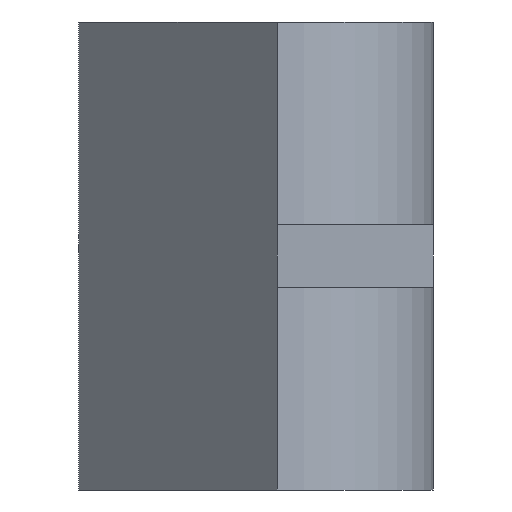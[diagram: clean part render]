
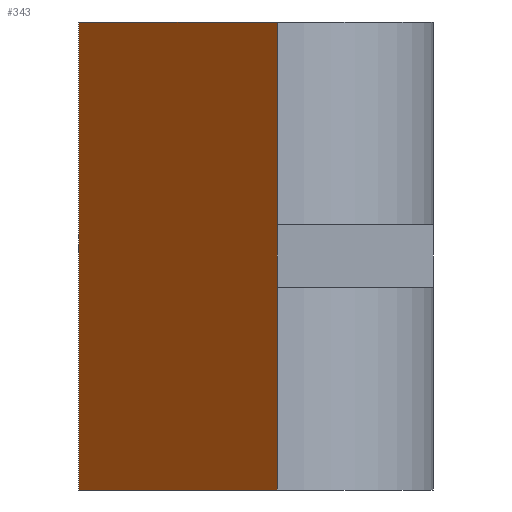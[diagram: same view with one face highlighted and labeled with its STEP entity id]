
A CAD part, front view. The second image highlights one B-rep face of the part: STEP entity #343.
In plain terms, the highlighted planar face has unit normal (-0.707, -0.707, 0).
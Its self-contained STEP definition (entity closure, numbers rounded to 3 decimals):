
#33=FACE_OUTER_BOUND('',#52,.T.);
#52=EDGE_LOOP('',(#287,#288,#289,#290,#291,#292));
#60=LINE('',#505,#99);
#75=LINE('',#537,#114);
#84=LINE('',#566,#123);
#88=LINE('',#574,#127);
#89=LINE('',#577,#128);
#90=LINE('',#578,#129);
#99=VECTOR('',#409,10.);
#114=VECTOR('',#434,10.);
#123=VECTOR('',#469,10.);
#127=VECTOR('',#475,10.);
#128=VECTOR('',#478,10.);
#129=VECTOR('',#479,10.);
#143=VERTEX_POINT('',#495);
#147=VERTEX_POINT('',#504);
#159=VERTEX_POINT('',#536);
#166=VERTEX_POINT('',#564);
#169=VERTEX_POINT('',#572);
#170=VERTEX_POINT('',#576);
#177=EDGE_CURVE('',#147,#143,#60,.T.);
#193=EDGE_CURVE('',#159,#147,#75,.T.);
#208=EDGE_CURVE('',#143,#166,#84,.T.);
#212=EDGE_CURVE('',#169,#166,#88,.T.);
#213=EDGE_CURVE('',#170,#159,#89,.T.);
#214=EDGE_CURVE('',#170,#169,#90,.T.);
#287=ORIENTED_EDGE('',*,*,#213,.T.);
#288=ORIENTED_EDGE('',*,*,#193,.T.);
#289=ORIENTED_EDGE('',*,*,#177,.T.);
#290=ORIENTED_EDGE('',*,*,#208,.T.);
#291=ORIENTED_EDGE('',*,*,#212,.F.);
#292=ORIENTED_EDGE('',*,*,#214,.F.);
#324=PLANE('',#393);
#343=ADVANCED_FACE('',(#33),#324,.T.);
#393=AXIS2_PLACEMENT_3D('',#575,#476,#477);
#409=DIRECTION('',(0.,0.,1.));
#434=DIRECTION('',(0.,0.,1.));
#469=DIRECTION('',(0.,0.,1.));
#475=DIRECTION('',(0.707,-0.707,0.));
#476=DIRECTION('center_axis',(-0.707,-0.707,0.));
#477=DIRECTION('ref_axis',(0.707,-0.707,0.));
#478=DIRECTION('',(0.707,-0.707,0.));
#479=DIRECTION('',(0.,0.,1.));
#495=CARTESIAN_POINT('',(21.213,-20.787,17.));
#504=CARTESIAN_POINT('',(21.213,-20.787,13.));
#505=CARTESIAN_POINT('',(21.213,-20.787,0.));
#536=CARTESIAN_POINT('',(21.213,-20.787,0.));
#537=CARTESIAN_POINT('',(21.213,-20.787,0.));
#564=CARTESIAN_POINT('',(21.213,-20.787,30.));
#566=CARTESIAN_POINT('',(21.213,-20.787,0.));
#572=CARTESIAN_POINT('',(8.485,-8.059,30.));
#574=CARTESIAN_POINT('',(8.485,-8.059,30.));
#575=CARTESIAN_POINT('Origin',(8.485,-8.059,0.));
#576=CARTESIAN_POINT('',(8.485,-8.059,0.));
#577=CARTESIAN_POINT('',(8.485,-8.059,0.));
#578=CARTESIAN_POINT('',(8.485,-8.059,0.));
